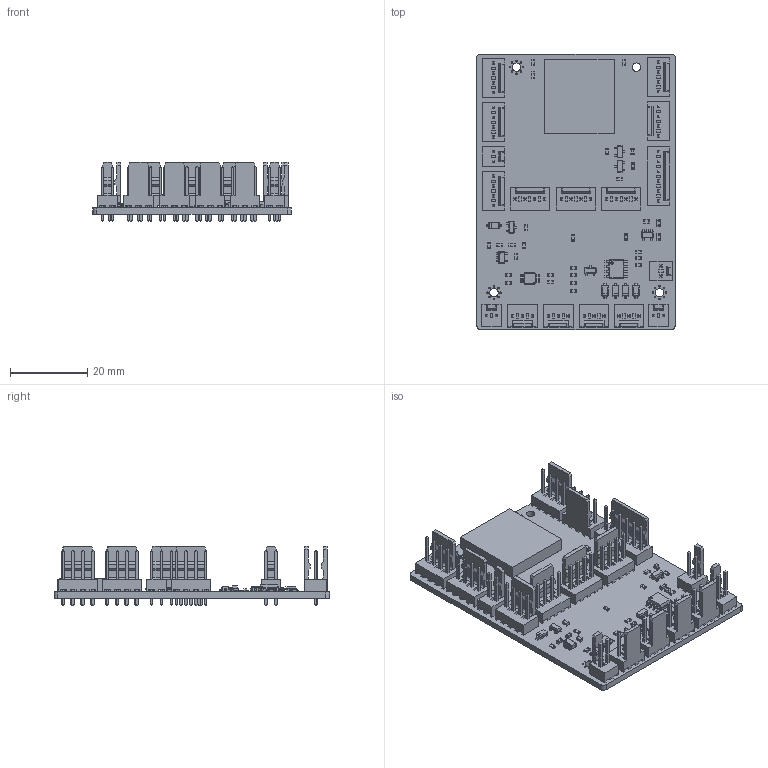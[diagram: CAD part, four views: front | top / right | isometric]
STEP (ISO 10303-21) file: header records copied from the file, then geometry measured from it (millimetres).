
FILE_DESCRIPTION(('KiCad electronic assembly'),'2;1');
FILE_NAME('sonpakharu.step','2024-03-10T20:00:52',('Pcbnew'),('Kicad'), 'Open CASCADE STEP processor 7.7','KiCad to STEP converter','Unknown' );
FILE_SCHEMA(('AUTOMOTIVE_DESIGN { 1 0 10303 214 1 1 1 1 }'));
Length unit declared in the file: millimetre
Products named in the file (30): sonpakharu 1; Molex_KK-254_AE-6410-02A_1x02_P2.54mm_Vertical; Molex_AE_6410_02A; D_SOD-123; D_SOD_123; Molex_KK-254_AE-6410-04A_1x04_P2.54mm_Vertical; Molex_AE_6410_04A; C_0603_1608Metric; SOT-23; SOT_23; SOIC-8_3.9x4.9mm_P1.27mm; SOIC_8_39x49mm_P127mm; R_0603_1608Metric; Molex_KK-254_AE-6410-03A_1x03_P2.54mm_Vertical; Molex_AE_6410_03A; ESP32-S3-WROOM-1U-N4; ASSEMBLY; AP2112K-3.3TRG1; VSSOP-10_3x3mm_P0.5mm; VSSOP_10_3x3mm_P05mm; Molex_KK-254_AE-6410-06A_1x06_P2.54mm_Vertical; Molex_AE_6410_06A; SOT-23-5; SOT_23_5; LED_0603_1608Metric; sonpakharu_PCB
Assembly tree (75 placements, depth 3):
  sonpakharu 1
    Molex_KK-254_AE-6410-02A_1x02_P2.54mm_Vertical  x4
      Molex_AE_6410_02A
    D_SOD-123  x5
      D_SOD_123
    Molex_KK-254_AE-6410-04A_1x04_P2.54mm_Vertical  x8
      Molex_AE_6410_04A
    C_0603_1608Metric  x11
      C_0603_1608Metric
    SOT-23  x4
      SOT_23
    SOIC-8_3.9x4.9mm_P1.27mm
      SOIC_8_39x49mm_P127mm
    R_0603_1608Metric  x17
      R_0603_1608Metric
    Molex_KK-254_AE-6410-03A_1x03_P2.54mm_Vertical  x4
      Molex_AE_6410_03A
    ESP32-S3-WROOM-1U-N4
      ASSEMBLY
    AP2112K-3.3TRG1
      AP2112K-3.3TRG1
    VSSOP-10_3x3mm_P0.5mm
      VSSOP_10_3x3mm_P05mm
    Molex_KK-254_AE-6410-06A_1x06_P2.54mm_Vertical
      Molex_AE_6410_06A
    SOT-23-5
      SOT_23_5
    LED_0603_1608Metric
      LED_0603_1608Metric
    sonpakharu_PCB
Bounding box: 51.31 x 71.12 x 15.26 mm (x, y, z)
Volume: 10544.2 mm3; surface area: 17223 mm2
Topology: 116 solids, 116 shells, 4114 faces, 10137 edges, 6402 vertices
Faces by surface type: plane 3184, cylinder 597, bspline 333
Full cylindrical faces by diameter (mm): 0.25 x1, 0.4 x24, 0.6 x1, 1.19 x58, 2.2 x4
Entity records: 55963 total; most frequent: CARTESIAN_POINT 8849, ORIENTED_EDGE 7968, DIRECTION 7462, EDGE_CURVE 3984, LINE 3296, VECTOR 3296, VERTEX_POINT 2526, AXIS2_PLACEMENT_3D 2083
